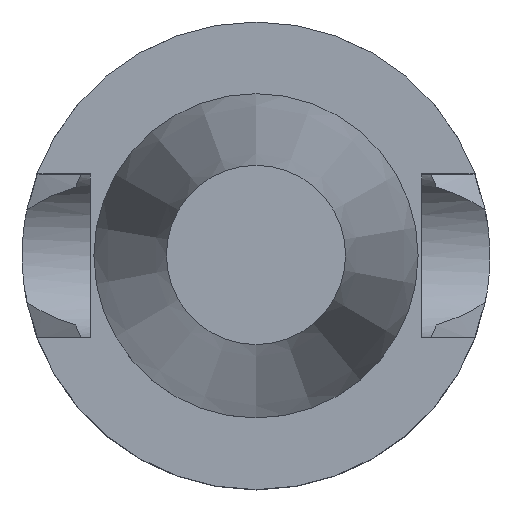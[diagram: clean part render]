
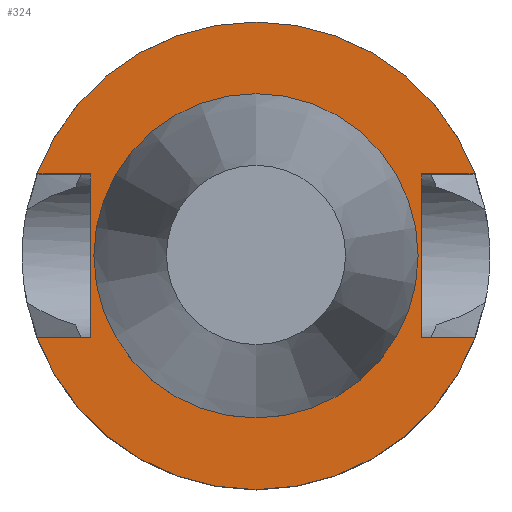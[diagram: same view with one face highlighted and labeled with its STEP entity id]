
A CAD part, top view. The second image highlights one B-rep face of the part: STEP entity #324.
In plain terms, the highlighted planar face has unit normal (0, 0, 1).
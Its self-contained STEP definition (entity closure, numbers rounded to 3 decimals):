
#123=EDGE_CURVE('240[2]',#361,#362,#363,.T.);
#171=EDGE_CURVE('240[2]',#436,#437,#438,.T.);
#182=EDGE_CURVE('240[2]',#444,#414,#455,.T.);
#184=EDGE_CURVE('240[2]',#444,#362,#457,.T.);
#196=EDGE_CURVE('240[2]',#474,#474,#475,.T.);
#200=EDGE_CURVE('240[2]',#426,#361,#479,.T.);
#216=EDGE_CURVE('240[2]',#471,#426,#501,.T.);
#278=EDGE_CURVE('240[2]',#414,#436,#581,.T.);
#301=EDGE_CURVE('240[2]',#471,#437,#610,.T.);
#324=ADVANCED_FACE('240[2]',(#638,#639),#640,.T.);
#361=VERTEX_POINT('',#683);
#362=VERTEX_POINT('',#684);
#363=LINE('',#685,#686);
#414=VERTEX_POINT('',#860);
#426=VERTEX_POINT('',#876);
#436=VERTEX_POINT('',#899);
#437=VERTEX_POINT('',#900);
#438=LINE('',#901,#902);
#444=VERTEX_POINT('',#910);
#455=LINE('',#926,#927);
#457=CIRCLE('',#930,23.0);
#471=VERTEX_POINT('',#957);
#474=VERTEX_POINT('',#962);
#475=CIRCLE('',#963,15.948);
#479=LINE('',#970,#971);
#501=LINE('',#1001,#1002);
#581=LINE('',#1398,#1399);
#610=CIRCLE('',#1502,23.0);
#638=FACE_OUTER_BOUND('',#1620,.T.);
#639=FACE_BOUND('',#1621,.T.);
#640=PLANE('',#1622);
#683=CARTESIAN_POINT('',(16.3,8.05,-2.0));
#684=CARTESIAN_POINT('',(21.545,8.05,-2.0));
#685=CARTESIAN_POINT('',(8.15,8.05,-2.0));
#686=VECTOR('',#1638,1.0);
#860=CARTESIAN_POINT('',(-16.3,8.05,-2.0));
#876=CARTESIAN_POINT('',(16.3,-8.05,-2.0));
#899=CARTESIAN_POINT('',(-16.3,-8.05,-2.0));
#900=CARTESIAN_POINT('',(-21.545,-8.05,-2.0));
#901=CARTESIAN_POINT('',(-8.15,-8.05,-2.0));
#902=VECTOR('',#1715,1.0);
#910=CARTESIAN_POINT('',(-21.545,8.05,-2.0));
#926=CARTESIAN_POINT('',(-8.15,8.05,-2.0));
#927=VECTOR('',#1727,1.0);
#930=AXIS2_PLACEMENT_3D('',#1728,#1729,#1730);
#957=CARTESIAN_POINT('',(21.545,-8.05,-2.0));
#962=CARTESIAN_POINT('',(0.,15.948,-2.0));
#963=AXIS2_PLACEMENT_3D('',#1751,#1752,#1753);
#970=CARTESIAN_POINT('',(16.3,5.712,-2.0));
#971=VECTOR('',#1755,1.0);
#1001=CARTESIAN_POINT('',(8.15,-8.05,-2.0));
#1002=VECTOR('',#1782,1.0);
#1398=CARTESIAN_POINT('',(-16.3,13.762,-2.0));
#1399=VECTOR('',#1861,1.0);
#1502=AXIS2_PLACEMENT_3D('',#1905,#1906,#1907);
#1620=EDGE_LOOP('',(#1938,#1939,#1940,#1941,#1942,#1943,#1944,#1945));
#1621=EDGE_LOOP('',(#1946));
#1622=AXIS2_PLACEMENT_3D('',#1947,#1948,#1949);
#1638=DIRECTION('',(1.0,0.,0.));
#1715=DIRECTION('',(-1.0,0.,0.));
#1727=DIRECTION('',(1.0,0.,0.));
#1728=CARTESIAN_POINT('',(0.,0.,-2.0));
#1729=DIRECTION('',(0.,0.,-1.0));
#1730=DIRECTION('',(0.,1.0,0.));
#1751=CARTESIAN_POINT('',(0.,0.,-2.0));
#1752=DIRECTION('',(0.,0.,-1.0));
#1753=DIRECTION('',(0.,1.0,0.));
#1755=DIRECTION('',(0.0,1.0,0.));
#1782=DIRECTION('',(-1.0,0.,0.));
#1861=DIRECTION('',(0.0,-1.0,0.));
#1905=CARTESIAN_POINT('',(0.,0.,-2.0));
#1906=DIRECTION('',(0.,0.,-1.0));
#1907=DIRECTION('',(0.,1.0,0.));
#1938=ORIENTED_EDGE('',*,*,#171,.T.);
#1939=ORIENTED_EDGE('',*,*,#301,.F.);
#1940=ORIENTED_EDGE('',*,*,#216,.T.);
#1941=ORIENTED_EDGE('',*,*,#200,.T.);
#1942=ORIENTED_EDGE('',*,*,#123,.T.);
#1943=ORIENTED_EDGE('',*,*,#184,.F.);
#1944=ORIENTED_EDGE('',*,*,#182,.T.);
#1945=ORIENTED_EDGE('',*,*,#278,.T.);
#1946=ORIENTED_EDGE('',*,*,#196,.T.);
#1947=CARTESIAN_POINT('',(0.,19.474,-2.0));
#1948=DIRECTION('',(0.,0.,1.0));
#1949=DIRECTION('',(1.0,0.,0.0));
